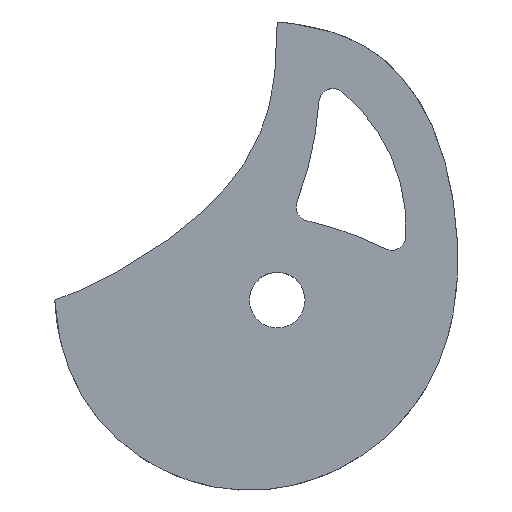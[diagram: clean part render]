
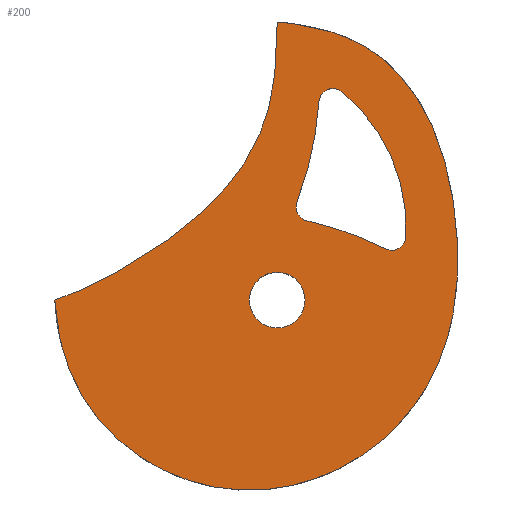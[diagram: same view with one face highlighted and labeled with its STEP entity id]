
A CAD part, top view. The second image highlights one B-rep face of the part: STEP entity #200.
In plain terms, the highlighted planar face has unit normal (0, 0, 1).
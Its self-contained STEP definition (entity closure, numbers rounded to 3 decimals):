
#15=FACE_BOUND('',#48,.T.);
#16=FACE_BOUND('',#49,.T.);
#19=PLANE('',#237);
#22=(
BOUNDED_CURVE()
B_SPLINE_CURVE(5,(#419,#420,#421,#422,#423,#424,#425,#426,#427,#428,#429,
#430,#431,#432,#433,#434,#435,#436,#437,#438,#439,#440,#441,#442,#443),
 .UNSPECIFIED.,.F.,.F.)
B_SPLINE_CURVE_WITH_KNOTS((6,1,1,1,1,1,1,1,1,1,1,1,1,1,1,1,1,1,1,1,6),(-1.,
-0.95,-0.9,-0.85,-0.8,-0.75,-0.7,-0.65,-0.6,-0.55,-0.5,-0.45,-0.4,-0.35,
-0.3,-0.25,-0.2,-0.15,-0.1,-0.05,0.),.UNSPECIFIED.)
CURVE()
GEOMETRIC_REPRESENTATION_ITEM()
RATIONAL_B_SPLINE_CURVE((1.,1.,1.,1.,1.,1.,1.,1.,1.,1.,1.,1.,1.,1.,1.,1.,
1.,1.,1.,1.,1.,1.,1.,1.,1.))
REPRESENTATION_ITEM('')
);
#24=(
BOUNDED_CURVE()
B_SPLINE_CURVE(5,(#505,#506,#507,#508,#509,#510,#511,#512,#513,#514,#515,
#516,#517,#518,#519,#520,#521,#522,#523,#524),.UNSPECIFIED.,.F.,.F.)
B_SPLINE_CURVE_WITH_KNOTS((6,1,1,1,1,1,1,1,1,1,1,1,1,1,1,6),(0.,0.067,
0.133,0.2,0.267,0.333,0.4,0.467,
0.533,0.6,0.667,0.733,0.8,0.867,
0.933,1.),.UNSPECIFIED.)
CURVE()
GEOMETRIC_REPRESENTATION_ITEM()
RATIONAL_B_SPLINE_CURVE((1.,1.,1.,1.,1.,1.,1.,1.,1.,1.,1.,1.,1.,1.,1.,1.,
1.,1.,1.,1.))
REPRESENTATION_ITEM('')
);
#36=FACE_OUTER_BOUND('',#47,.T.);
#47=EDGE_LOOP('',(#166,#167));
#48=EDGE_LOOP('',(#168,#169,#170,#171,#172,#173));
#49=EDGE_LOOP('',(#174));
#71=CIRCLE('',#217,12.7);
#74=CIRCLE('',#221,80.);
#76=CIRCLE('',#224,6.35);
#78=CIRCLE('',#227,160.);
#80=CIRCLE('',#230,6.35);
#82=CIRCLE('',#233,158.136);
#84=CIRCLE('',#236,6.35);
#85=VERTEX_POINT('',#298);
#89=VERTEX_POINT('',#307);
#90=VERTEX_POINT('',#309);
#92=VERTEX_POINT('',#315);
#94=VERTEX_POINT('',#321);
#96=VERTEX_POINT('',#327);
#98=VERTEX_POINT('',#333);
#101=VERTEX_POINT('',#416);
#102=VERTEX_POINT('',#418);
#103=EDGE_CURVE('',#85,#85,#71,.T.);
#108=EDGE_CURVE('',#90,#89,#74,.T.);
#111=EDGE_CURVE('',#92,#90,#76,.T.);
#114=EDGE_CURVE('',#94,#92,#78,.T.);
#117=EDGE_CURVE('',#96,#94,#80,.T.);
#120=EDGE_CURVE('',#98,#96,#82,.T.);
#123=EDGE_CURVE('',#89,#98,#84,.T.);
#126=EDGE_CURVE('',#102,#101,#22,.T.);
#129=EDGE_CURVE('',#101,#102,#24,.T.);
#166=ORIENTED_EDGE('',*,*,#129,.T.);
#167=ORIENTED_EDGE('',*,*,#126,.T.);
#168=ORIENTED_EDGE('',*,*,#123,.T.);
#169=ORIENTED_EDGE('',*,*,#120,.T.);
#170=ORIENTED_EDGE('',*,*,#117,.T.);
#171=ORIENTED_EDGE('',*,*,#114,.T.);
#172=ORIENTED_EDGE('',*,*,#111,.T.);
#173=ORIENTED_EDGE('',*,*,#108,.T.);
#174=ORIENTED_EDGE('',*,*,#103,.T.);
#200=ADVANCED_FACE('',(#36,#15,#16),#19,.T.);
#217=AXIS2_PLACEMENT_3D('',#299,#243,#244);
#221=AXIS2_PLACEMENT_3D('',#310,#253,#254);
#224=AXIS2_PLACEMENT_3D('',#316,#260,#261);
#227=AXIS2_PLACEMENT_3D('',#322,#267,#268);
#230=AXIS2_PLACEMENT_3D('',#328,#274,#275);
#233=AXIS2_PLACEMENT_3D('',#334,#281,#282);
#236=AXIS2_PLACEMENT_3D('',#338,#288,#289);
#237=AXIS2_PLACEMENT_3D('',#525,#292,#293);
#243=DIRECTION('center_axis',(0.,0.,-1.));
#244=DIRECTION('ref_axis',(1.,0.,0.));
#253=DIRECTION('center_axis',(0.,0.,-1.));
#254=DIRECTION('ref_axis',(0.998,-0.056,0.));
#260=DIRECTION('center_axis',(0.,0.,-1.));
#261=DIRECTION('ref_axis',(1.,0.,0.));
#267=DIRECTION('center_axis',(0.,0.,1.));
#268=DIRECTION('ref_axis',(0.935,-0.355,0.));
#274=DIRECTION('center_axis',(0.,0.,-1.));
#275=DIRECTION('ref_axis',(1.,0.,0.));
#281=DIRECTION('center_axis',(0.,0.,1.));
#282=DIRECTION('ref_axis',(0.448,0.894,0.));
#288=DIRECTION('center_axis',(0.,0.,-1.));
#289=DIRECTION('ref_axis',(1.,0.,0.));
#292=DIRECTION('center_axis',(0.,0.,1.));
#293=DIRECTION('ref_axis',(1.,0.,0.));
#298=CARTESIAN_POINT('',(-12.7,0.,19.05));
#299=CARTESIAN_POINT('Origin',(0.,0.,19.05));
#307=CARTESIAN_POINT('',(58.707,28.704,19.05));
#309=CARTESIAN_POINT('',(29.419,95.196,19.05));
#310=CARTESIAN_POINT('Origin',(-21.165,33.218,19.05));
#315=CARTESIAN_POINT('',(19.069,90.702,19.05));
#316=CARTESIAN_POINT('Origin',(25.404,90.276,19.05));
#321=CARTESIAN_POINT('',(9.022,44.675,19.05));
#322=CARTESIAN_POINT('Origin',(-140.571,101.437,19.05));
#327=CARTESIAN_POINT('',(13.561,36.228,19.05));
#328=CARTESIAN_POINT('Origin',(14.959,42.423,19.05));
#333=CARTESIAN_POINT('',(49.525,23.384,19.05));
#334=CARTESIAN_POINT('Origin',(-21.255,-118.027,19.05));
#338=CARTESIAN_POINT('Origin',(52.367,29.063,19.05));
#416=CARTESIAN_POINT('',(0.,127.,19.05));
#418=CARTESIAN_POINT('',(-101.6,0.,19.05));
#419=CARTESIAN_POINT('Ctrl Pts',(-101.6,0.,19.05));
#420=CARTESIAN_POINT('Ctrl Pts',(-101.322,-6.136,19.05));
#421=CARTESIAN_POINT('Ctrl Pts',(-99.966,-17.953,19.05));
#422=CARTESIAN_POINT('Ctrl Pts',(-95.53,-34.308,19.05));
#423=CARTESIAN_POINT('Ctrl Pts',(-85.075,-53.244,19.05));
#424=CARTESIAN_POINT('Ctrl Pts',(-65.991,-71.43,19.05));
#425=CARTESIAN_POINT('Ctrl Pts',(-42.986,-83.333,19.05));
#426=CARTESIAN_POINT('Ctrl Pts',(-18.271,-88.387,19.05));
#427=CARTESIAN_POINT('Ctrl Pts',(6.08,-86.434,19.05));
#428=CARTESIAN_POINT('Ctrl Pts',(28.77,-78.33,19.05));
#429=CARTESIAN_POINT('Ctrl Pts',(48.625,-65.161,19.05));
#430=CARTESIAN_POINT('Ctrl Pts',(64.506,-47.924,19.05));
#431=CARTESIAN_POINT('Ctrl Pts',(75.655,-27.561,19.05));
#432=CARTESIAN_POINT('Ctrl Pts',(81.729,-4.939,19.05));
#433=CARTESIAN_POINT('Ctrl Pts',(83.305,19.372,19.05));
#434=CARTESIAN_POINT('Ctrl Pts',(81.402,44.657,19.05));
#435=CARTESIAN_POINT('Ctrl Pts',(75.89,69.106,19.05));
#436=CARTESIAN_POINT('Ctrl Pts',(66.571,90.74,19.05));
#437=CARTESIAN_POINT('Ctrl Pts',(53.353,107.752,19.05));
#438=CARTESIAN_POINT('Ctrl Pts',(36.947,119.046,19.05));
#439=CARTESIAN_POINT('Ctrl Pts',(18.981,124.816,19.05));
#440=CARTESIAN_POINT('Ctrl Pts',(7.108,126.45,19.05));
#441=CARTESIAN_POINT('Ctrl Pts',(1.84,126.9,19.05));
#442=CARTESIAN_POINT('Ctrl Pts',(0.287,127.,19.05));
#443=CARTESIAN_POINT('Ctrl Pts',(0.,127.,19.05));
#505=CARTESIAN_POINT('Ctrl Pts',(0.,127.,19.05));
#506=CARTESIAN_POINT('Ctrl Pts',(0.,125.479,
19.05));
#507=CARTESIAN_POINT('Ctrl Pts',(-0.018,122.257,19.05));
#508=CARTESIAN_POINT('Ctrl Pts',(-0.097,116.886,19.05));
#509=CARTESIAN_POINT('Ctrl Pts',(-0.399,108.72,19.05));
#510=CARTESIAN_POINT('Ctrl Pts',(-1.597,97.258,19.05));
#511=CARTESIAN_POINT('Ctrl Pts',(-4.205,85.094,19.05));
#512=CARTESIAN_POINT('Ctrl Pts',(-8.738,72.808,19.05));
#513=CARTESIAN_POINT('Ctrl Pts',(-15.443,60.901,19.05));
#514=CARTESIAN_POINT('Ctrl Pts',(-24.156,49.714,19.05));
#515=CARTESIAN_POINT('Ctrl Pts',(-34.446,39.469,19.05));
#516=CARTESIAN_POINT('Ctrl Pts',(-45.707,30.302,19.05));
#517=CARTESIAN_POINT('Ctrl Pts',(-57.269,22.281,19.05));
#518=CARTESIAN_POINT('Ctrl Pts',(-68.482,15.434,19.05));
#519=CARTESIAN_POINT('Ctrl Pts',(-78.816,9.764,19.05));
#520=CARTESIAN_POINT('Ctrl Pts',(-87.948,5.261,19.05));
#521=CARTESIAN_POINT('Ctrl Pts',(-94.144,2.583,19.05));
#522=CARTESIAN_POINT('Ctrl Pts',(-98.131,1.091,19.05));
#523=CARTESIAN_POINT('Ctrl Pts',(-100.493,0.326,19.05));
#524=CARTESIAN_POINT('Ctrl Pts',(-101.6,0.,19.05));
#525=CARTESIAN_POINT('Origin',(-9.148,19.306,19.05));
